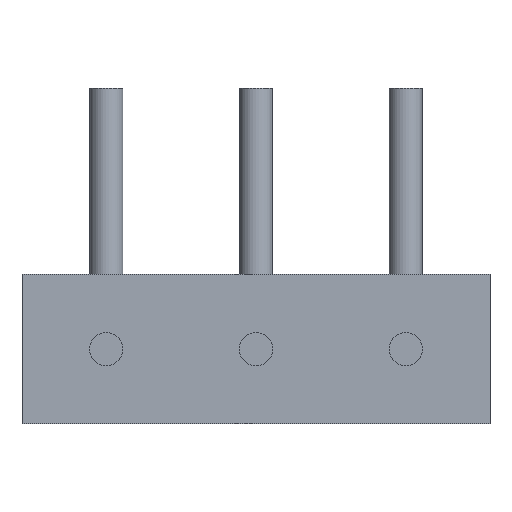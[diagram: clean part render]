
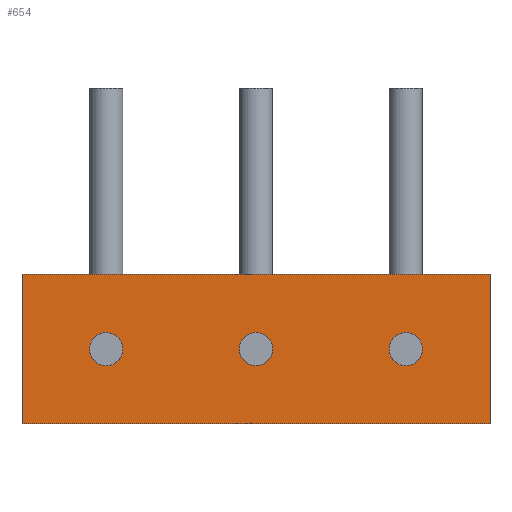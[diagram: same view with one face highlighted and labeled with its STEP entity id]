
A CAD part, front view. The second image highlights one B-rep face of the part: STEP entity #654.
In plain terms, the highlighted planar face has unit normal (0, -1, 0).
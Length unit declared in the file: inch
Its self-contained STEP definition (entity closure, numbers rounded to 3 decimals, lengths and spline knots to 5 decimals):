
#17=FACE_BOUND('',#112,.T.);
#18=FACE_BOUND('',#113,.T.);
#19=FACE_BOUND('',#114,.T.);
#30=PLANE('',#740);
#69=FACE_OUTER_BOUND('',#111,.T.);
#111=EDGE_LOOP('',(#524,#525,#526,#527));
#112=EDGE_LOOP('',(#528,#529));
#113=EDGE_LOOP('',(#530,#531));
#114=EDGE_LOOP('',(#532,#533));
#177=LINE('',#1096,#240);
#178=LINE('',#1098,#241);
#179=LINE('',#1100,#242);
#180=LINE('',#1101,#243);
#240=VECTOR('',#893,0.3125);
#241=VECTOR('',#894,0.1);
#242=VECTOR('',#895,0.3125);
#243=VECTOR('',#896,0.1);
#278=CIRCLE('',#716,0.01115);
#281=CIRCLE('',#719,0.01115);
#282=CIRCLE('',#721,0.01115);
#285=CIRCLE('',#724,0.01115);
#286=CIRCLE('',#726,0.01115);
#289=CIRCLE('',#729,0.01115);
#305=VERTEX_POINT('',#998);
#306=VERTEX_POINT('',#999);
#309=VERTEX_POINT('',#1008);
#310=VERTEX_POINT('',#1009);
#313=VERTEX_POINT('',#1018);
#314=VERTEX_POINT('',#1019);
#339=VERTEX_POINT('',#1094);
#340=VERTEX_POINT('',#1095);
#341=VERTEX_POINT('',#1097);
#342=VERTEX_POINT('',#1099);
#367=EDGE_CURVE('',#305,#306,#278,.T.);
#371=EDGE_CURVE('',#306,#305,#281,.T.);
#372=EDGE_CURVE('',#309,#310,#282,.T.);
#376=EDGE_CURVE('',#310,#309,#285,.T.);
#377=EDGE_CURVE('',#313,#314,#286,.T.);
#381=EDGE_CURVE('',#314,#313,#289,.T.);
#416=EDGE_CURVE('',#339,#340,#177,.T.);
#417=EDGE_CURVE('',#341,#340,#178,.T.);
#418=EDGE_CURVE('',#342,#341,#179,.T.);
#419=EDGE_CURVE('',#342,#339,#180,.T.);
#524=ORIENTED_EDGE('',*,*,#416,.T.);
#525=ORIENTED_EDGE('',*,*,#417,.F.);
#526=ORIENTED_EDGE('',*,*,#418,.F.);
#527=ORIENTED_EDGE('',*,*,#419,.T.);
#528=ORIENTED_EDGE('',*,*,#372,.F.);
#529=ORIENTED_EDGE('',*,*,#376,.F.);
#530=ORIENTED_EDGE('',*,*,#377,.F.);
#531=ORIENTED_EDGE('',*,*,#381,.F.);
#532=ORIENTED_EDGE('',*,*,#367,.F.);
#533=ORIENTED_EDGE('',*,*,#371,.F.);
#654=ADVANCED_FACE('',(#69,#17,#18,#19),#30,.F.);
#716=AXIS2_PLACEMENT_3D('',#1000,#806,#807);
#719=AXIS2_PLACEMENT_3D('',#1006,#813,#814);
#721=AXIS2_PLACEMENT_3D('',#1010,#817,#818);
#724=AXIS2_PLACEMENT_3D('',#1016,#824,#825);
#726=AXIS2_PLACEMENT_3D('',#1020,#828,#829);
#729=AXIS2_PLACEMENT_3D('',#1026,#835,#836);
#740=AXIS2_PLACEMENT_3D('',#1093,#891,#892);
#806=DIRECTION('center_axis',(0.,-1.,0.));
#807=DIRECTION('ref_axis',(0.,0.,1.));
#813=DIRECTION('center_axis',(0.,-1.,0.));
#814=DIRECTION('ref_axis',(0.,0.,1.));
#817=DIRECTION('center_axis',(0.,-1.,0.));
#818=DIRECTION('ref_axis',(0.,0.,1.));
#824=DIRECTION('center_axis',(0.,-1.,0.));
#825=DIRECTION('ref_axis',(0.,0.,1.));
#828=DIRECTION('center_axis',(0.,-1.,0.));
#829=DIRECTION('ref_axis',(0.,0.,1.));
#835=DIRECTION('center_axis',(0.,-1.,0.));
#836=DIRECTION('ref_axis',(0.,0.,1.));
#891=DIRECTION('center_axis',(0.,1.,0.));
#892=DIRECTION('ref_axis',(0.,0.,1.));
#893=DIRECTION('',(1.,0.,0.));
#894=DIRECTION('',(0.,0.,-1.));
#895=DIRECTION('',(1.,0.,0.));
#896=DIRECTION('',(0.,0.,-1.));
#998=CARTESIAN_POINT('',(0.1,-0.05,0.01115));
#999=CARTESIAN_POINT('',(0.1,-0.05,-0.01115));
#1000=CARTESIAN_POINT('Origin',(0.1,-0.05,0.));
#1006=CARTESIAN_POINT('Origin',(0.1,-0.05,0.));
#1008=CARTESIAN_POINT('',(0.,-0.05,0.01115));
#1009=CARTESIAN_POINT('',(0.,-0.05,-0.01115));
#1010=CARTESIAN_POINT('Origin',(0.,-0.05,0.));
#1016=CARTESIAN_POINT('Origin',(0.,-0.05,0.));
#1018=CARTESIAN_POINT('',(-0.1,-0.05,0.01115));
#1019=CARTESIAN_POINT('',(-0.1,-0.05,-0.01115));
#1020=CARTESIAN_POINT('Origin',(-0.1,-0.05,0.));
#1026=CARTESIAN_POINT('Origin',(-0.1,-0.05,0.));
#1093=CARTESIAN_POINT('Origin',(-0.15625,-0.05,0.05));
#1094=CARTESIAN_POINT('',(-0.15625,-0.05,-0.05));
#1095=CARTESIAN_POINT('',(0.15625,-0.05,-0.05));
#1096=CARTESIAN_POINT('',(-0.15625,-0.05,-0.05));
#1097=CARTESIAN_POINT('',(0.15625,-0.05,0.05));
#1098=CARTESIAN_POINT('',(0.15625,-0.05,0.05));
#1099=CARTESIAN_POINT('',(-0.15625,-0.05,0.05));
#1100=CARTESIAN_POINT('',(-0.15625,-0.05,0.05));
#1101=CARTESIAN_POINT('',(-0.15625,-0.05,0.05));
